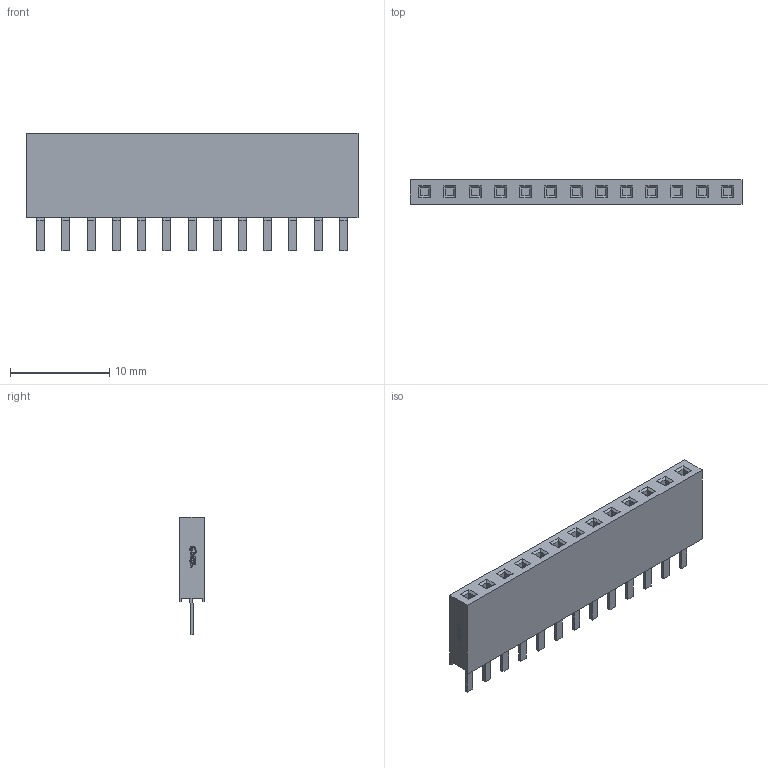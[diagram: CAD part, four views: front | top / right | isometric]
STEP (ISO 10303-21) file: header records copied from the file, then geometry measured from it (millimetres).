
FILE_DESCRIPTION(/* description */ ('Designed by EasyEDA Pro'),/* implementation_level */ '2;1');
FILE_NAME(/* name */ 'PM_2.54_1X13P_LH.step',/* time_stamp */ '2025-03-26T15:47:57+08:00',/* author */ (''),/* organization */ (''),/* preprocessor_version */ 'ST-DEVELOPER v20.1',/* originating_system */ 'Autodesk Translation Framework v14.4.0.0',/* authorisation */ '');
FILE_SCHEMA (('AUTOMOTIVE_DESIGN { 1 0 10303 214 3 1 1 }'));
Length unit declared in the file: millimetre
Products named in the file (3): 9bp5-PCBModel; 9bp5-Board; 9bp5-U1-HDR-TH_13P-P2.54-V-F
Assembly tree (2 placements, depth 2):
  9bp5-PCBModel
    9bp5-Board
    9bp5-U1-HDR-TH_13P-P2.54-V-F
Bounding box: 33.43 x 2.5 x 11.8 mm (x, y, z)
Volume: 677.4 mm3; surface area: 987.5 mm2
Topology: 1 solids, 1 shells, 499 faces, 1296 edges, 846 vertices
Faces by surface type: plane 385, bspline 114
Entity records: 16872 total; most frequent: CARTESIAN_POINT 4744, ORIENTED_EDGE 2592, DIRECTION 2018, EDGE_CURVE 1296, LINE 1066, VECTOR 1066, VERTEX_POINT 846, EDGE_LOOP 546
